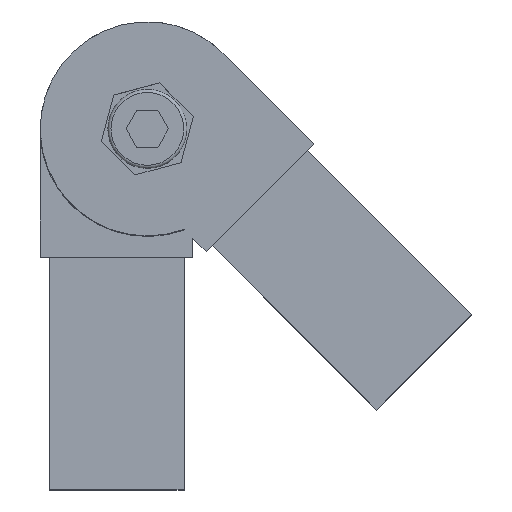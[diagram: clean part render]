
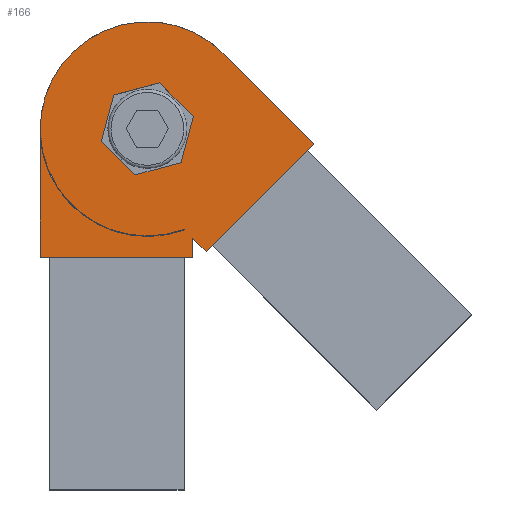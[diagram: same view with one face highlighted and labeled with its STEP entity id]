
A CAD part, top view. The second image highlights one B-rep face of the part: STEP entity #166.
In plain terms, the highlighted planar face has unit normal (0, 0, 1).
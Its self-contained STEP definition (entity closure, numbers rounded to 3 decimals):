
#166 = ADVANCED_FACE( '', ( #351, #352 ), #353, .T. );
#351 = FACE_BOUND( '', #553, .T. );
#352 = FACE_OUTER_BOUND( '', #554, .T. );
#353 = PLANE( '', #555 );
#553 = EDGE_LOOP( '', ( #963, #964, #965, #966, #967, #968 ) );
#554 = EDGE_LOOP( '', ( #969, #970, #971, #972, #973, #974, #975, #976, #977 ) );
#555 = AXIS2_PLACEMENT_3D( '', #978, #979, #980 );
#963 = ORIENTED_EDGE( '', *, *, #1303, .F. );
#964 = ORIENTED_EDGE( '', *, *, #1186, .F. );
#965 = ORIENTED_EDGE( '', *, *, #1253, .F. );
#966 = ORIENTED_EDGE( '', *, *, #1291, .F. );
#967 = ORIENTED_EDGE( '', *, *, #1237, .F. );
#968 = ORIENTED_EDGE( '', *, *, #1150, .F. );
#969 = ORIENTED_EDGE( '', *, *, #1205, .T. );
#970 = ORIENTED_EDGE( '', *, *, #1172, .F. );
#971 = ORIENTED_EDGE( '', *, *, #1282, .T. );
#972 = ORIENTED_EDGE( '', *, *, #1212, .T. );
#973 = ORIENTED_EDGE( '', *, *, #1157, .T. );
#974 = ORIENTED_EDGE( '', *, *, #1310, .T. );
#975 = ORIENTED_EDGE( '', *, *, #1203, .T. );
#976 = ORIENTED_EDGE( '', *, *, #1313, .T. );
#977 = ORIENTED_EDGE( '', *, *, #1314, .T. );
#978 = CARTESIAN_POINT( '', ( 0., 0., 12.5 ) );
#979 = DIRECTION( '', ( 0., 0., 1. ) );
#980 = DIRECTION( '', ( 1., 0., 0. ) );
#1150 = EDGE_CURVE( '', #1357, #1358, #1359, .T. );
#1157 = EDGE_CURVE( '', #1371, #1369, #1372, .T. );
#1172 = EDGE_CURVE( '', #1397, #1384, #1399, .T. );
#1186 = EDGE_CURVE( '', #1422, #1423, #1424, .T. );
#1203 = EDGE_CURVE( '', #1448, #1453, #1455, .T. );
#1205 = EDGE_CURVE( '', #1457, #1384, #1458, .T. );
#1212 = EDGE_CURVE( '', #1467, #1371, #1468, .T. );
#1237 = EDGE_CURVE( '', #1358, #1506, #1507, .T. );
#1253 = EDGE_CURVE( '', #1532, #1422, #1533, .T. );
#1282 = EDGE_CURVE( '', #1397, #1467, #1573, .T. );
#1291 = EDGE_CURVE( '', #1506, #1532, #1584, .T. );
#1303 = EDGE_CURVE( '', #1423, #1357, #1599, .T. );
#1310 = EDGE_CURVE( '', #1369, #1448, #1607, .T. );
#1313 = EDGE_CURVE( '', #1453, #1610, #1611, .T. );
#1314 = EDGE_CURVE( '', #1610, #1457, #1612, .T. );
#1357 = VERTEX_POINT( '', #1662 );
#1358 = VERTEX_POINT( '', #1663 );
#1359 = LINE( '', #1664, #1665 );
#1369 = VERTEX_POINT( '', #1679 );
#1371 = VERTEX_POINT( '', #1682 );
#1372 = LINE( '', #1683, #1684 );
#1384 = VERTEX_POINT( '', #1701 );
#1397 = VERTEX_POINT( '', #1717 );
#1399 = CIRCLE( '', #1720, 17.6 );
#1422 = VERTEX_POINT( '', #1751 );
#1423 = VERTEX_POINT( '', #1752 );
#1424 = LINE( '', #1753, #1754 );
#1448 = VERTEX_POINT( '', #1789 );
#1453 = VERTEX_POINT( '', #1796 );
#1455 = LINE( '', #1799, #1800 );
#1457 = VERTEX_POINT( '', #1802 );
#1458 = LINE( '', #1803, #1804 );
#1467 = VERTEX_POINT( '', #1818 );
#1468 = LINE( '', #1819, #1820 );
#1506 = VERTEX_POINT( '', #1874 );
#1507 = LINE( '', #1875, #1876 );
#1532 = VERTEX_POINT( '', #1910 );
#1533 = LINE( '', #1911, #1912 );
#1573 = LINE( '', #1971, #1972 );
#1584 = LINE( '', #1987, #1988 );
#1599 = LINE( '', #2009, #2010 );
#1607 = LINE( '', #2021, #2022 );
#1610 = VERTEX_POINT( '', #2026 );
#1611 = LINE( '', #2027, #2028 );
#1612 = CIRCLE( '', #2029, 17.5 );
#1662 = CARTESIAN_POINT( '', ( -2.017, -7.529, 12.5 ) );
#1663 = CARTESIAN_POINT( '', ( 5.511, -5.511, 12.5 ) );
#1664 = CARTESIAN_POINT( '', ( -2.017, -7.529, 12.5 ) );
#1665 = VECTOR( '', #2080, 1000. );
#1679 = CARTESIAN_POINT( '', ( 7.4, -17.865, 12.5 ) );
#1682 = CARTESIAN_POINT( '', ( 7.4, -21., 12.5 ) );
#1683 = CARTESIAN_POINT( '', ( 7.4, -21., 12.5 ) );
#1684 = VECTOR( '', #2086, 1000. );
#1701 = CARTESIAN_POINT( '', ( 6.059, -16.524, 12.5 ) );
#1717 = CARTESIAN_POINT( '', ( -17.5, -1.873, 12.5 ) );
#1720 = AXIS2_PLACEMENT_3D( '', #2105, #2106, #2107 );
#1751 = CARTESIAN_POINT( '', ( -5.511, 5.511, 12.5 ) );
#1752 = CARTESIAN_POINT( '', ( -7.529, -2.017, 12.5 ) );
#1753 = CARTESIAN_POINT( '', ( -5.511, 5.511, 12.5 ) );
#1754 = VECTOR( '', #2119, 1000. );
#1789 = CARTESIAN_POINT( '', ( 9.617, -20.082, 12.5 ) );
#1796 = CARTESIAN_POINT( '', ( 27.224, -2.475, 12.5 ) );
#1799 = CARTESIAN_POINT( '', ( 9.617, -20.082, 12.5 ) );
#1800 = VECTOR( '', #2134, 1000. );
#1802 = CARTESIAN_POINT( '', ( 5.981, -16.446, 12.5 ) );
#1803 = CARTESIAN_POINT( '', ( 5.981, -16.446, 12.5 ) );
#1804 = VECTOR( '', #2135, 1000. );
#1818 = CARTESIAN_POINT( '', ( -17.5, -21., 12.5 ) );
#1819 = CARTESIAN_POINT( '', ( -17.5, -21., 12.5 ) );
#1820 = VECTOR( '', #2141, 1000. );
#1874 = CARTESIAN_POINT( '', ( 7.529, 2.017, 12.5 ) );
#1875 = CARTESIAN_POINT( '', ( 5.511, -5.511, 12.5 ) );
#1876 = VECTOR( '', #2164, 1000. );
#1910 = CARTESIAN_POINT( '', ( 2.017, 7.529, 12.5 ) );
#1911 = CARTESIAN_POINT( '', ( 2.017, 7.529, 12.5 ) );
#1912 = VECTOR( '', #2180, 1000. );
#1971 = CARTESIAN_POINT( '', ( -17.5, 0., 12.5 ) );
#1972 = VECTOR( '', #2203, 1000. );
#1987 = CARTESIAN_POINT( '', ( 7.529, 2.017, 12.5 ) );
#1988 = VECTOR( '', #2211, 1000. );
#2009 = CARTESIAN_POINT( '', ( -7.529, -2.017, 12.5 ) );
#2010 = VECTOR( '', #2221, 1000. );
#2021 = CARTESIAN_POINT( '', ( 5.981, -16.446, 12.5 ) );
#2022 = VECTOR( '', #2225, 1000. );
#2026 = CARTESIAN_POINT( '', ( 12.374, 12.374, 12.5 ) );
#2027 = CARTESIAN_POINT( '', ( 27.224, -2.475, 12.5 ) );
#2028 = VECTOR( '', #2227, 1000. );
#2029 = AXIS2_PLACEMENT_3D( '', #2228, #2229, #2230 );
#2080 = DIRECTION( '', ( 0.966, 0.259, 0. ) );
#2086 = DIRECTION( '', ( 0., 1., 0. ) );
#2105 = CARTESIAN_POINT( '', ( 0., 0., 12.5 ) );
#2106 = DIRECTION( '', ( 0., 0., 1. ) );
#2107 = DIRECTION( '', ( 1., 0., 0. ) );
#2119 = DIRECTION( '', ( -0.259, -0.966, 0. ) );
#2134 = DIRECTION( '', ( 0.707, 0.707, 0. ) );
#2135 = DIRECTION( '', ( 0.707, -0.707, 0. ) );
#2141 = DIRECTION( '', ( 1., 0., 0. ) );
#2164 = DIRECTION( '', ( 0.259, 0.966, 0. ) );
#2180 = DIRECTION( '', ( -0.966, -0.259, 0. ) );
#2203 = DIRECTION( '', ( 0., -1., 0. ) );
#2211 = DIRECTION( '', ( -0.707, 0.707, 0. ) );
#2221 = DIRECTION( '', ( 0.707, -0.707, 0. ) );
#2225 = DIRECTION( '', ( 0.707, -0.707, 0. ) );
#2227 = DIRECTION( '', ( -0.707, 0.707, 0. ) );
#2228 = CARTESIAN_POINT( '', ( 0., 0., 12.5 ) );
#2229 = DIRECTION( '', ( 0., 0., 1. ) );
#2230 = DIRECTION( '', ( 0.707, 0.707, 0. ) );
